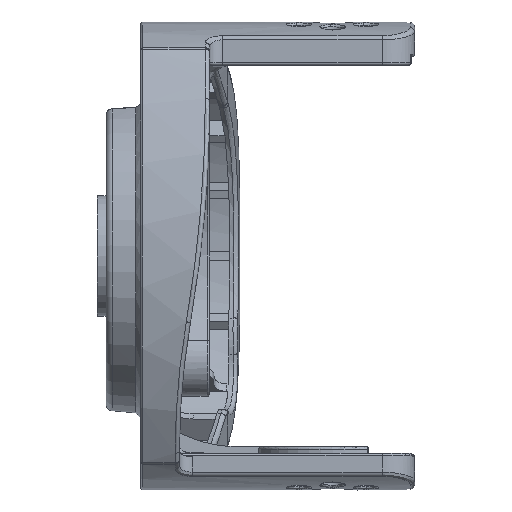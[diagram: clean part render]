
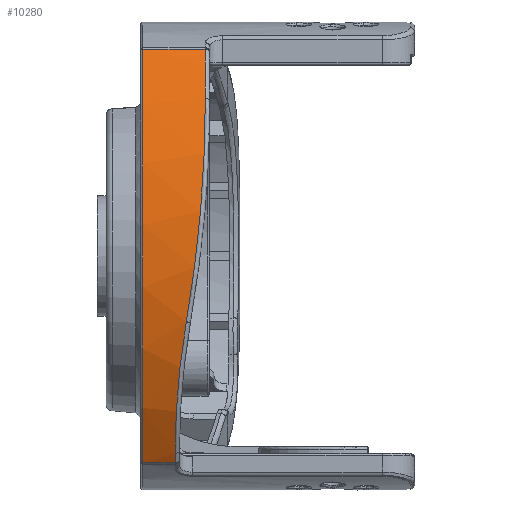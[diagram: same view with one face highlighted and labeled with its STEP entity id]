
A CAD part, left-side view. The second image highlights one B-rep face of the part: STEP entity #10280.
In plain terms, the highlighted cylindrical face has radius 85.7 mm (diameter 171.4 mm), a partial arc.
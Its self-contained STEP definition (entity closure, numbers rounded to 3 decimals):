
#1040=FACE_OUTER_BOUND('',#1708,.T.);
#1708=EDGE_LOOP('',(#8518,#8519,#8520,#8521,#8522,#8523,#8524));
#2208=B_SPLINE_CURVE_WITH_KNOTS('',3,(#30910,#30911,#30912,#30913,#30914,
#30915,#30916,#30917,#30918,#30919,#30920,#30921,#30922,#30923,#30924,#30925,
#30926,#30927,#30928,#30929,#30930,#30931,#30932,#30933,#30934),
 .UNSPECIFIED.,.F.,.F.,(4,3,3,3,3,3,3,3,4),(0.,0.008,
0.016,0.016,0.025,0.025,
0.029,0.029,0.033),.UNSPECIFIED.);
#2210=B_SPLINE_CURVE_WITH_KNOTS('',3,(#31007,#31008,#31009,#31010,#31011,
#31012,#31013,#31014,#31015,#31016,#31017,#31018,#31019,#31020,#31021,#31022,
#31023,#31024,#31025,#31026,#31027,#31028,#31029,#31030,#31031,#31032,#31033,
#31034,#31035,#31036,#31037,#31038,#31039,#31040,#31041,#31042,#31043,#31044,
#31045,#31046),.UNSPECIFIED.,.F.,.F.,(4,3,3,3,3,3,3,3,3,3,3,3,3,4),(0.,
0.007,0.011,0.013,0.026,
0.026,0.03,0.03,0.033,
0.033,0.038,0.04,0.049,
0.053),.UNSPECIFIED.);
#2746=LINE('',#31713,#3332);
#2761=LINE('',#31968,#3347);
#3332=VECTOR('',#13715,1000.);
#3347=VECTOR('',#13746,1000.);
#3681=CIRCLE('',#10943,85.7);
#3817=CIRCLE('',#11176,85.7);
#3822=CIRCLE('',#11182,85.7);
#4548=VERTEX_POINT('',#29041);
#4552=VERTEX_POINT('',#29050);
#4819=VERTEX_POINT('',#30868);
#4820=VERTEX_POINT('',#30872);
#4822=VERTEX_POINT('',#30907);
#4824=VERTEX_POINT('',#31005);
#4825=VERTEX_POINT('',#31062);
#5788=EDGE_CURVE('',#4548,#4552,#3681,.T.);
#6127=EDGE_CURVE('',#4820,#4819,#3817,.T.);
#6130=EDGE_CURVE('',#4822,#4820,#2208,.T.);
#6133=EDGE_CURVE('',#4824,#4822,#2210,.T.);
#6136=EDGE_CURVE('',#4825,#4824,#3822,.T.);
#6291=EDGE_CURVE('',#4825,#4552,#2746,.T.);
#6317=EDGE_CURVE('',#4819,#4548,#2761,.T.);
#8518=ORIENTED_EDGE('',*,*,#6317,.F.);
#8519=ORIENTED_EDGE('',*,*,#6127,.F.);
#8520=ORIENTED_EDGE('',*,*,#6130,.F.);
#8521=ORIENTED_EDGE('',*,*,#6133,.F.);
#8522=ORIENTED_EDGE('',*,*,#6136,.F.);
#8523=ORIENTED_EDGE('',*,*,#6291,.T.);
#8524=ORIENTED_EDGE('',*,*,#5788,.F.);
#9800=CYLINDRICAL_SURFACE('',#11286,85.7);
#10280=ADVANCED_FACE('',(#1040),#9800,.T.);
#10943=AXIS2_PLACEMENT_3D('',#29053,#12833,#12834);
#11176=AXIS2_PLACEMENT_3D('',#30875,#13424,#13425);
#11182=AXIS2_PLACEMENT_3D('',#31064,#13436,#13437);
#11286=AXIS2_PLACEMENT_3D('',#31969,#13747,#13748);
#12833=DIRECTION('center_axis',(0.,1.,0.));
#12834=DIRECTION('ref_axis',(0.,0.,1.));
#13424=DIRECTION('center_axis',(0.,-1.,0.));
#13425=DIRECTION('ref_axis',(0.,0.,1.));
#13436=DIRECTION('center_axis',(0.,-1.,0.));
#13437=DIRECTION('ref_axis',(0.,0.,1.));
#13715=DIRECTION('',(0.,1.,0.));
#13746=DIRECTION('',(0.,1.,0.));
#13747=DIRECTION('center_axis',(0.,1.,0.));
#13748=DIRECTION('ref_axis',(0.,0.,1.));
#29041=CARTESIAN_POINT('',(-105.144,335.051,-31.67));
#29050=CARTESIAN_POINT('',(-105.144,335.051,64.198));
#29053=CARTESIAN_POINT('Origin',(-34.103,335.051,16.264));
#30868=CARTESIAN_POINT('',(-105.144,327.551,-31.67));
#30872=CARTESIAN_POINT('',(-106.589,327.551,-29.455));
#30875=CARTESIAN_POINT('Origin',(-34.103,327.551,16.264));
#30907=CARTESIAN_POINT('',(-118.433,324.958,1.004));
#30910=CARTESIAN_POINT('Ctrl Pts',(-118.433,324.958,1.004));
#30911=CARTESIAN_POINT('Ctrl Pts',(-117.946,325.419,-1.688));
#30912=CARTESIAN_POINT('Ctrl Pts',(-117.334,325.812,-4.343));
#30913=CARTESIAN_POINT('Ctrl Pts',(-116.597,326.142,-6.961));
#30914=CARTESIAN_POINT('Ctrl Pts',(-115.86,326.471,-9.579));
#30915=CARTESIAN_POINT('Ctrl Pts',(-114.998,326.737,-12.159));
#30916=CARTESIAN_POINT('Ctrl Pts',(-114.012,326.946,-14.703));
#30917=CARTESIAN_POINT('Ctrl Pts',(-114.012,326.946,-14.703));
#30918=CARTESIAN_POINT('Ctrl Pts',(-114.012,326.946,-14.704));
#30919=CARTESIAN_POINT('Ctrl Pts',(-114.012,326.946,-14.704));
#30920=CARTESIAN_POINT('Ctrl Pts',(-113.026,327.155,-17.248));
#30921=CARTESIAN_POINT('Ctrl Pts',(-111.915,327.307,-19.754));
#30922=CARTESIAN_POINT('Ctrl Pts',(-110.676,327.406,-22.221));
#30923=CARTESIAN_POINT('Ctrl Pts',(-110.675,327.406,-22.221));
#30924=CARTESIAN_POINT('Ctrl Pts',(-110.675,327.406,-22.221));
#30925=CARTESIAN_POINT('Ctrl Pts',(-110.675,327.406,-22.222));
#30926=CARTESIAN_POINT('Ctrl Pts',(-110.055,327.456,-23.455));
#30927=CARTESIAN_POINT('Ctrl Pts',(-109.402,327.492,-24.68));
#30928=CARTESIAN_POINT('Ctrl Pts',(-108.721,327.516,-25.886));
#30929=CARTESIAN_POINT('Ctrl Pts',(-108.721,327.516,-25.886));
#30930=CARTESIAN_POINT('Ctrl Pts',(-108.721,327.516,-25.886));
#30931=CARTESIAN_POINT('Ctrl Pts',(-108.721,327.516,-25.886));
#30932=CARTESIAN_POINT('Ctrl Pts',(-108.039,327.54,-27.093));
#30933=CARTESIAN_POINT('Ctrl Pts',(-107.328,327.551,-28.283));
#30934=CARTESIAN_POINT('Ctrl Pts',(-106.589,327.551,-29.455));
#31005=CARTESIAN_POINT('',(-111.648,320.551,52.75));
#31007=CARTESIAN_POINT('Ctrl Pts',(-111.648,320.551,52.75));
#31008=CARTESIAN_POINT('Ctrl Pts',(-112.603,320.551,50.72));
#31009=CARTESIAN_POINT('Ctrl Pts',(-113.473,320.572,48.665));
#31010=CARTESIAN_POINT('Ctrl Pts',(-114.259,320.613,46.588));
#31011=CARTESIAN_POINT('Ctrl Pts',(-114.821,320.643,45.102));
#31012=CARTESIAN_POINT('Ctrl Pts',(-115.34,320.684,43.605));
#31013=CARTESIAN_POINT('Ctrl Pts',(-115.817,320.737,42.096));
#31014=CARTESIAN_POINT('Ctrl Pts',(-116.004,320.757,41.505));
#31015=CARTESIAN_POINT('Ctrl Pts',(-116.184,320.78,40.912));
#31016=CARTESIAN_POINT('Ctrl Pts',(-116.358,320.804,40.317));
#31017=CARTESIAN_POINT('Ctrl Pts',(-117.596,320.976,36.083));
#31018=CARTESIAN_POINT('Ctrl Pts',(-118.507,321.24,31.761));
#31019=CARTESIAN_POINT('Ctrl Pts',(-119.083,321.607,27.348));
#31020=CARTESIAN_POINT('Ctrl Pts',(-119.083,321.607,27.347));
#31021=CARTESIAN_POINT('Ctrl Pts',(-119.083,321.607,27.346));
#31022=CARTESIAN_POINT('Ctrl Pts',(-119.083,321.607,27.346));
#31023=CARTESIAN_POINT('Ctrl Pts',(-119.227,321.699,26.243));
#31024=CARTESIAN_POINT('Ctrl Pts',(-119.35,321.798,25.133));
#31025=CARTESIAN_POINT('Ctrl Pts',(-119.45,321.902,24.027));
#31026=CARTESIAN_POINT('Ctrl Pts',(-119.45,321.902,24.027));
#31027=CARTESIAN_POINT('Ctrl Pts',(-119.45,321.902,24.026));
#31028=CARTESIAN_POINT('Ctrl Pts',(-119.451,321.902,24.025));
#31029=CARTESIAN_POINT('Ctrl Pts',(-119.551,322.006,22.919));
#31030=CARTESIAN_POINT('Ctrl Pts',(-119.63,322.117,21.815));
#31031=CARTESIAN_POINT('Ctrl Pts',(-119.687,322.233,20.712));
#31032=CARTESIAN_POINT('Ctrl Pts',(-119.687,322.233,20.711));
#31033=CARTESIAN_POINT('Ctrl Pts',(-119.687,322.233,20.71));
#31034=CARTESIAN_POINT('Ctrl Pts',(-119.687,322.233,20.71));
#31035=CARTESIAN_POINT('Ctrl Pts',(-119.773,322.407,19.051));
#31036=CARTESIAN_POINT('Ctrl Pts',(-119.811,322.595,17.396));
#31037=CARTESIAN_POINT('Ctrl Pts',(-119.801,322.797,15.745));
#31038=CARTESIAN_POINT('Ctrl Pts',(-119.798,322.863,15.198));
#31039=CARTESIAN_POINT('Ctrl Pts',(-119.789,322.931,14.652));
#31040=CARTESIAN_POINT('Ctrl Pts',(-119.776,323.001,14.106));
#31041=CARTESIAN_POINT('Ctrl Pts',(-119.697,323.395,11.005));
#31042=CARTESIAN_POINT('Ctrl Pts',(-119.452,323.837,7.915));
#31043=CARTESIAN_POINT('Ctrl Pts',(-119.038,324.325,4.838));
#31044=CARTESIAN_POINT('Ctrl Pts',(-118.866,324.528,3.558));
#31045=CARTESIAN_POINT('Ctrl Pts',(-118.664,324.739,2.28));
#31046=CARTESIAN_POINT('Ctrl Pts',(-118.433,324.958,1.004));
#31062=CARTESIAN_POINT('',(-105.144,320.551,64.198));
#31064=CARTESIAN_POINT('Origin',(-34.103,320.551,16.264));
#31713=CARTESIAN_POINT('',(-105.144,-129.362,64.198));
#31968=CARTESIAN_POINT('',(-105.144,-129.362,-31.67));
#31969=CARTESIAN_POINT('Origin',(-34.103,-129.362,16.264));
